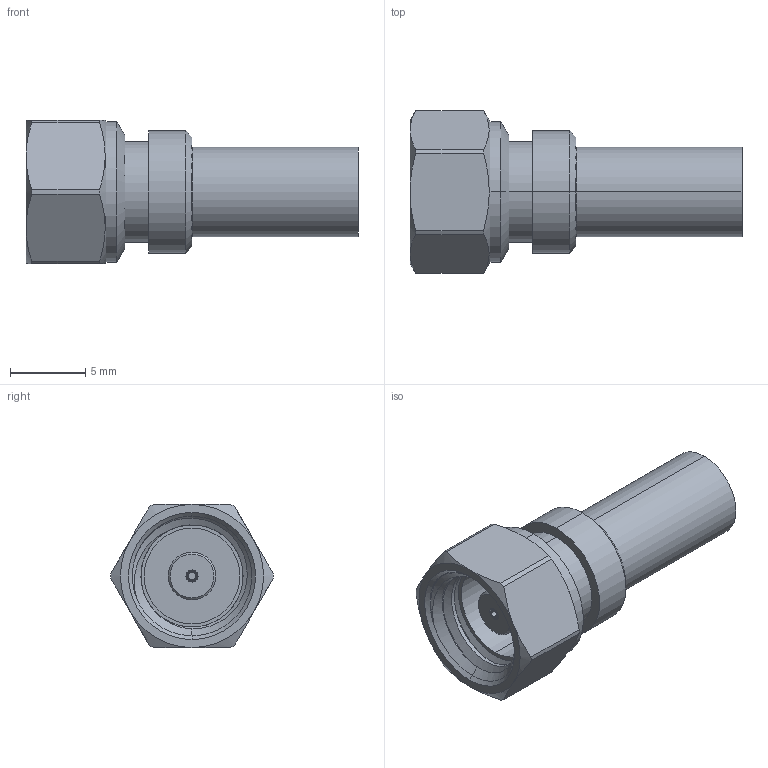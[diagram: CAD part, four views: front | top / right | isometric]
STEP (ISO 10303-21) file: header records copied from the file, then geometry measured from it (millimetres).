
FILE_DESCRIPTION (( 'STEP AP203' ), '1' );
FILE_NAME ('PE4158.step', '2019-02-08T14:16:55', ( '' ), ( '' ), 'SwSTEP 2.0', 'SolidWorks 2017', '' );
FILE_SCHEMA (( 'CONFIG_CONTROL_DESIGN' ));
Length unit declared in the file: inch
Products named in the file (1): PE4158
Bounding box: 22.1 x 10.82 x 9.53 mm (x, y, z)
Volume: 607.2 mm3; surface area: 1423.1 mm2
Topology: 2 solids, 2 shells, 113 faces, 278 edges, 176 vertices
Faces by surface type: cylinder 44, plane 36, cone 26, bspline 7
Entity records: 6536 total; most frequent: CARTESIAN_POINT 3882, ORIENTED_EDGE 556, DIRECTION 524, EDGE_CURVE 278, AXIS2_PLACEMENT_3D 215, VERTEX_POINT 176, EDGE_LOOP 124, ADVANCED_FACE 113
